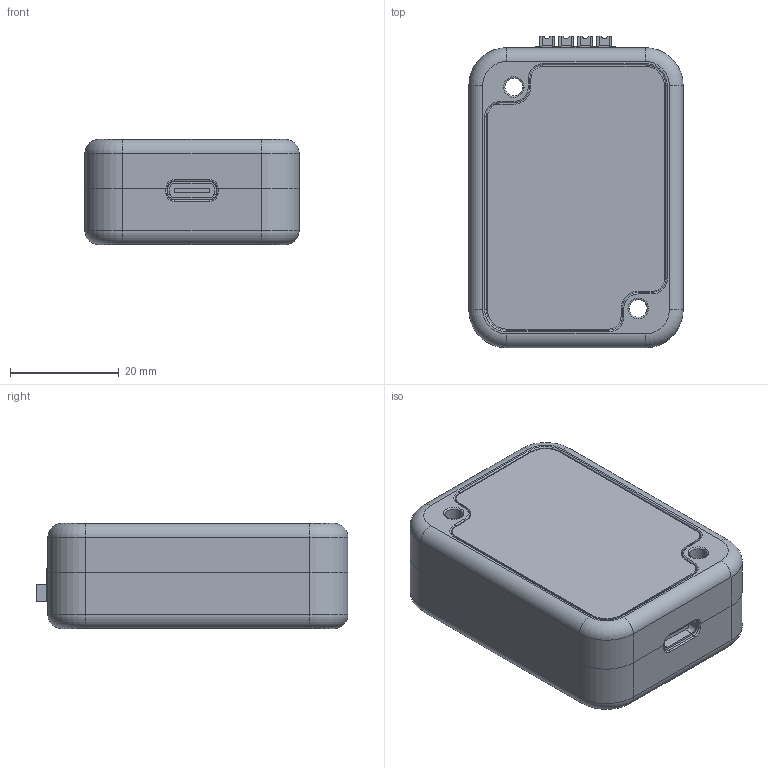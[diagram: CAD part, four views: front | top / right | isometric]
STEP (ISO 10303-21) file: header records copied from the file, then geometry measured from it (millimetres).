
FILE_DESCRIPTION (( 'STEP AP214' ), '1' );
FILE_NAME ('CANivore.STEP', '2022-01-07T22:32:40', ( '' ), ( '' ), 'SwSTEP 2.0', 'SolidWorks 2020', '' );
FILE_SCHEMA (( 'AUTOMOTIVE_DESIGN' ));
Length unit declared in the file: inch
Products named in the file (9): 1824440000_1824440000; CANivore; canivore 1.1; CANivore PCB; Bot Housing; USBC_16_8__USB4105GFA; Top Housing; Overlay1; Overlay2
Assembly tree (8 placements, depth 3):
  CANivore
    Bot Housing
    Top Housing
    CANivore PCB
      canivore 1.1
      1824440000_1824440000
      USBC_16_8__USB4105GFA
    Overlay1
    Overlay2
Bounding box: 39.37 x 57.27 x 19.3 mm (x, y, z)
Volume: 20847.2 mm3; surface area: 27794.8 mm2
Topology: 19 solids, 19 shells, 849 faces, 2244 edges, 1461 vertices
Faces by surface type: plane 514, cylinder 275, torus 44, cone 8, sphere 8
Entity records: 27795 total; most frequent: CARTESIAN_POINT 4845, DIRECTION 4547, ORIENTED_EDGE 4472, EDGE_CURVE 2236, VECTOR 1525, LINE 1525, AXIS2_PLACEMENT_3D 1511, VERTEX_POINT 1461
